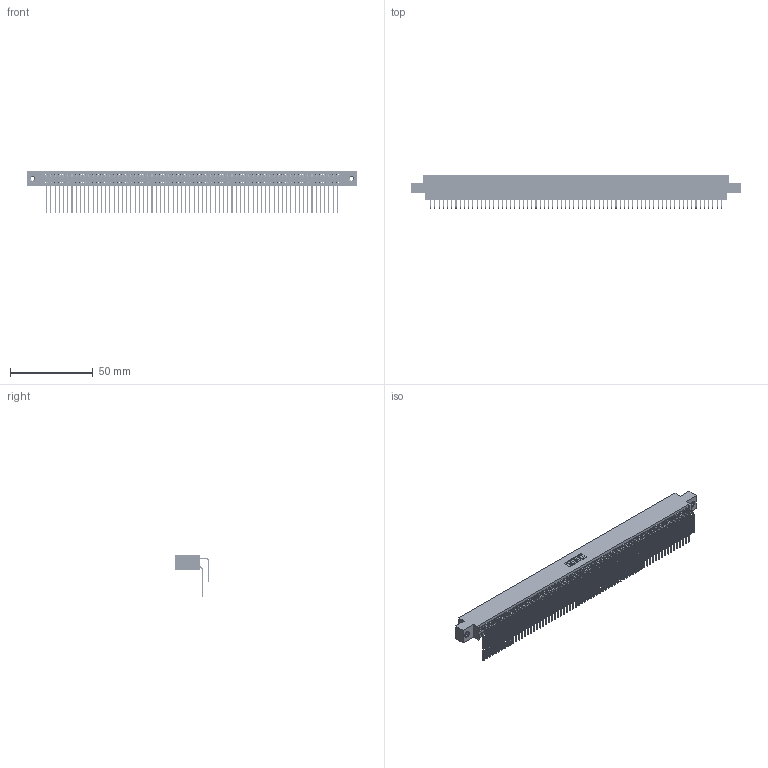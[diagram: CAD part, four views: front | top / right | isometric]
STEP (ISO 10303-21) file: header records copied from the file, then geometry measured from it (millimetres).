
FILE_DESCRIPTION (( 'STEP AP203' ), '1' );
FILE_NAME ('345-140-559-808.STEP', '2018-10-21T02:22:19', ( '' ), ( '' ), 'SwSTEP 2.0', 'SolidWorks 2016', '' );
FILE_SCHEMA (( 'CONFIG_CONTROL_DESIGN' ));
Length unit declared in the file: inch
Products named in the file (5): 345-292-001_559 Tail - 2; 345-140-559-808; 345 Part_0.170 Offset - 0.156 Dia-TI; 345-250-001_345-250-003-102; 345-292-001_558 559 Tail - 1
Assembly tree (143 placements, depth 2):
  345-140-559-808
    345 Part_0.170 Offset - 0.156 Dia-TI
    345-292-001_558 559 Tail - 1  x70
    345-292-001_559 Tail - 2  x70
    345-250-001_345-250-003-102  x2
Bounding box: 199.01 x 20.56 x 25.53 mm (x, y, z)
Volume: 21626.8 mm3; surface area: 45051.9 mm2
Topology: 143 solids, 143 shells, 7470 faces, 22189 edges, 14948 vertices
Faces by surface type: plane 5016, cylinder 2438, cone 12, torus 4
Entity records: 54124 total; most frequent: CARTESIAN_POINT 9074, ORIENTED_EDGE 8950, DIRECTION 7965, EDGE_CURVE 4475, VECTOR 4003, LINE 4003, VERTEX_POINT 2976, AXIS2_PLACEMENT_3D 1981
